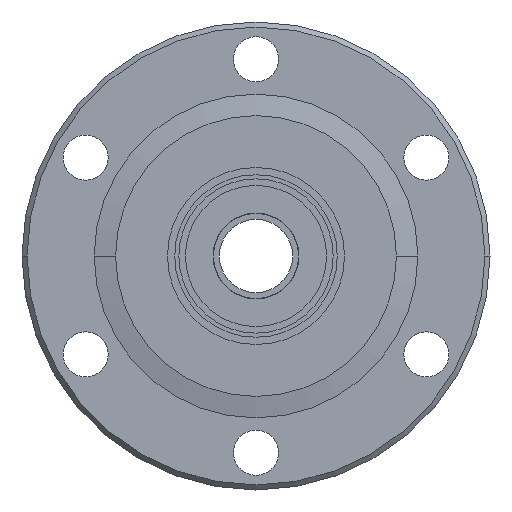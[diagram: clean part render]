
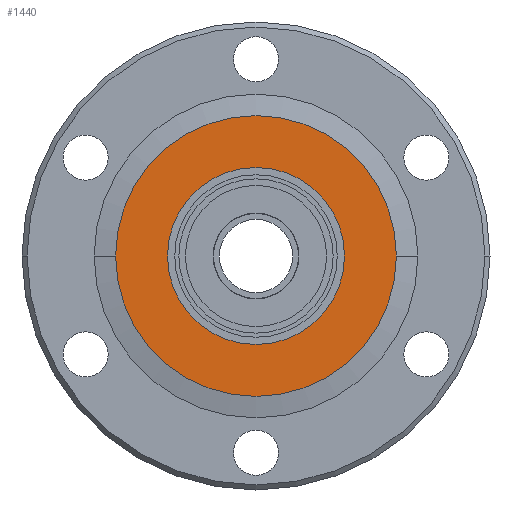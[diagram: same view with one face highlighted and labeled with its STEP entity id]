
A CAD part, front view. The second image highlights one B-rep face of the part: STEP entity #1440.
In plain terms, the highlighted planar face has unit normal (0, -1, 0).
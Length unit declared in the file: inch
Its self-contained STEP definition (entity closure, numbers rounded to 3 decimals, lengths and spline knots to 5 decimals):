
#14 = CARTESIAN_POINT ( 'NONE',  ( -0.825, 0.72412, 0. ) ) ;
#74 = FACE_BOUND ( 'NONE', #317, .T. ) ;
#82 = FACE_OUTER_BOUND ( 'NONE', #291, .T. ) ;
#291 = EDGE_LOOP ( 'NONE', ( #2844, #774 ) ) ;
#317 = EDGE_LOOP ( 'NONE', ( #2835, #793 ) ) ;
#461 = CARTESIAN_POINT ( 'NONE',  ( 0.52, 0.72412, 0. ) ) ;
#472 = CARTESIAN_POINT ( 'NONE',  ( -0.52, 0.72412, 0. ) ) ;
#483 = CARTESIAN_POINT ( 'NONE',  ( 0.825, 0.72412, 0. ) ) ;
#652 = AXIS2_PLACEMENT_3D ( 'NONE', #2531, #2536, #2537 ) ;
#733 = AXIS2_PLACEMENT_3D ( 'NONE', #1264, #1265, #1266 ) ;
#774 = ORIENTED_EDGE ( 'NONE', *, *, #2500, .T. ) ;
#793 = ORIENTED_EDGE ( 'NONE', *, *, #1524, .T. ) ;
#1264 = CARTESIAN_POINT ( 'NONE',  ( 0., 0.72412, 0. ) ) ;
#1265 = DIRECTION ( 'NONE',  ( 0., 1., 0. ) ) ;
#1266 = DIRECTION ( 'NONE',  ( -1., 0., 0. ) ) ;
#1440 = ADVANCED_FACE ( 'NONE', ( #82, #74 ), #2534, .T. ) ;
#1524 = EDGE_CURVE ( 'NONE', #3245, #3276, #1864, .T. ) ;
#1571 = CARTESIAN_POINT ( 'NONE',  ( 0., 0.72412, 0. ) ) ;
#1572 = DIRECTION ( 'NONE',  ( 0., -1., 0. ) ) ;
#1573 = DIRECTION ( 'NONE',  ( -1., 0., 0. ) ) ;
#1686 = AXIS2_PLACEMENT_3D ( 'NONE', #2659, #2660, #2661 ) ;
#1688 = AXIS2_PLACEMENT_3D ( 'NONE', #2666, #2667, #2668 ) ;
#1708 = AXIS2_PLACEMENT_3D ( 'NONE', #1571, #1572, #1573 ) ;
#1770 = CIRCLE ( 'NONE', #1686, 0.52 ) ;
#1772 = CIRCLE ( 'NONE', #1688, 0.825 ) ;
#1864 = CIRCLE ( 'NONE', #733, 0.52 ) ;
#2470 = EDGE_CURVE ( 'NONE', #3276, #3245, #1770, .T. ) ;
#2472 = EDGE_CURVE ( 'NONE', #3412, #3327, #1772, .T. ) ;
#2500 = EDGE_CURVE ( 'NONE', #3327, #3412, #2968, .T. ) ;
#2531 = CARTESIAN_POINT ( 'NONE',  ( 0., 0.72412, 0.825 ) ) ;
#2534 = PLANE ( 'NONE',  #652 ) ;
#2536 = DIRECTION ( 'NONE',  ( 0., -1., 0. ) ) ;
#2537 = DIRECTION ( 'NONE',  ( -1., 0., 0. ) ) ;
#2659 = CARTESIAN_POINT ( 'NONE',  ( 0., 0.72412, 0. ) ) ;
#2660 = DIRECTION ( 'NONE',  ( 0., 1., 0. ) ) ;
#2661 = DIRECTION ( 'NONE',  ( -1., 0., 0. ) ) ;
#2666 = CARTESIAN_POINT ( 'NONE',  ( 0., 0.72412, 0. ) ) ;
#2667 = DIRECTION ( 'NONE',  ( 0., -1., 0. ) ) ;
#2668 = DIRECTION ( 'NONE',  ( -1., 0., 0. ) ) ;
#2835 = ORIENTED_EDGE ( 'NONE', *, *, #2470, .T. ) ;
#2844 = ORIENTED_EDGE ( 'NONE', *, *, #2472, .T. ) ;
#2968 = CIRCLE ( 'NONE', #1708, 0.825 ) ;
#3245 = VERTEX_POINT ( 'NONE', #461 ) ;
#3276 = VERTEX_POINT ( 'NONE', #472 ) ;
#3327 = VERTEX_POINT ( 'NONE', #483 ) ;
#3412 = VERTEX_POINT ( 'NONE', #14 ) ;
